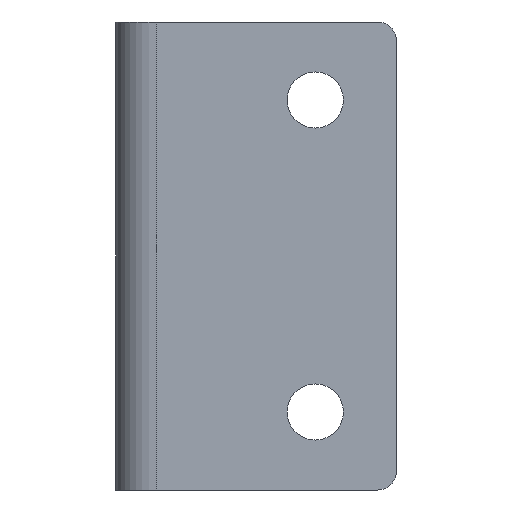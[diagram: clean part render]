
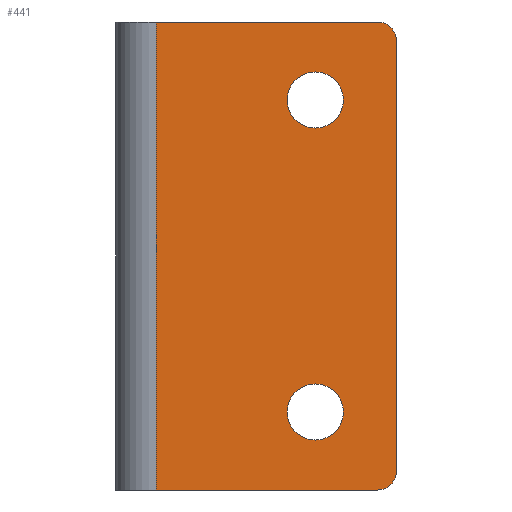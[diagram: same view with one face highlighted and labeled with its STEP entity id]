
A CAD part, front view. The second image highlights one B-rep face of the part: STEP entity #441.
In plain terms, the highlighted planar face has unit normal (0, -1, 0).
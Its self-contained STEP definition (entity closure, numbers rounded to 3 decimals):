
#24=FACE_BOUND('',#88,.T.);
#25=FACE_BOUND('',#89,.T.);
#34=PLANE('',#492);
#55=FACE_OUTER_BOUND('',#87,.T.);
#87=EDGE_LOOP('',(#376,#377,#378,#379,#380,#381));
#88=EDGE_LOOP('',(#382));
#89=EDGE_LOOP('',(#383));
#109=CIRCLE('',#472,3.);
#113=CIRCLE('',#481,3.);
#114=CIRCLE('',#483,4.5);
#115=CIRCLE('',#485,4.5);
#126=LINE('',#671,#156);
#131=LINE('',#691,#161);
#140=LINE('',#716,#170);
#145=LINE('',#738,#175);
#156=VECTOR('',#541,75.);
#161=VECTOR('',#560,35.5);
#170=VECTOR('',#585,35.5);
#175=VECTOR('',#618,69.);
#193=VERTEX_POINT('',#664);
#196=VERTEX_POINT('',#669);
#204=VERTEX_POINT('',#690);
#208=VERTEX_POINT('',#700);
#209=VERTEX_POINT('',#702);
#213=VERTEX_POINT('',#722);
#214=VERTEX_POINT('',#726);
#215=VERTEX_POINT('',#729);
#239=EDGE_CURVE('',#196,#193,#126,.T.);
#249=EDGE_CURVE('',#204,#193,#131,.T.);
#255=EDGE_CURVE('',#208,#209,#109,.T.);
#263=EDGE_CURVE('',#196,#209,#140,.T.);
#266=EDGE_CURVE('',#204,#213,#113,.T.);
#268=EDGE_CURVE('',#214,#214,#114,.T.);
#269=EDGE_CURVE('',#215,#215,#115,.T.);
#271=EDGE_CURVE('',#208,#213,#145,.T.);
#376=ORIENTED_EDGE('',*,*,#239,.F.);
#377=ORIENTED_EDGE('',*,*,#263,.T.);
#378=ORIENTED_EDGE('',*,*,#255,.F.);
#379=ORIENTED_EDGE('',*,*,#271,.T.);
#380=ORIENTED_EDGE('',*,*,#266,.F.);
#381=ORIENTED_EDGE('',*,*,#249,.T.);
#382=ORIENTED_EDGE('',*,*,#268,.T.);
#383=ORIENTED_EDGE('',*,*,#269,.T.);
#441=ADVANCED_FACE('',(#55,#24,#25),#34,.T.);
#472=AXIS2_PLACEMENT_3D('',#703,#569,#570);
#481=AXIS2_PLACEMENT_3D('',#723,#594,#595);
#483=AXIS2_PLACEMENT_3D('',#727,#599,#600);
#485=AXIS2_PLACEMENT_3D('',#730,#603,#604);
#492=AXIS2_PLACEMENT_3D('',#739,#619,#620);
#541=DIRECTION('',(0.,0.,1.));
#560=DIRECTION('',(-1.,0.,0.));
#569=DIRECTION('center_axis',(0.,1.,0.));
#570=DIRECTION('ref_axis',(0.707,0.,-0.707));
#585=DIRECTION('',(1.,0.,0.));
#594=DIRECTION('center_axis',(0.,1.,0.));
#595=DIRECTION('ref_axis',(0.707,0.,0.707));
#599=DIRECTION('center_axis',(0.,1.,0.));
#600=DIRECTION('ref_axis',(1.,0.,0.));
#603=DIRECTION('center_axis',(0.,1.,0.));
#604=DIRECTION('ref_axis',(1.,0.,0.));
#618=DIRECTION('',(0.,0.,1.));
#619=DIRECTION('center_axis',(0.,-1.,0.));
#620=DIRECTION('ref_axis',(0.,0.,-1.));
#664=CARTESIAN_POINT('',(6.5,0.,37.5));
#669=CARTESIAN_POINT('',(6.5,0.,-37.5));
#671=CARTESIAN_POINT('',(6.5,0.,0.));
#690=CARTESIAN_POINT('',(42.,0.,37.5));
#691=CARTESIAN_POINT('',(0.,0.,37.5));
#700=CARTESIAN_POINT('',(45.,0.,-34.5));
#702=CARTESIAN_POINT('',(42.,0.,-37.5));
#703=CARTESIAN_POINT('Origin',(42.,0.,-34.5));
#716=CARTESIAN_POINT('',(0.,0.,-37.5));
#722=CARTESIAN_POINT('',(45.,0.,34.5));
#723=CARTESIAN_POINT('Origin',(42.,0.,34.5));
#726=CARTESIAN_POINT('',(27.5,0.,25.));
#727=CARTESIAN_POINT('Origin',(32.,0.,25.));
#729=CARTESIAN_POINT('',(27.5,0.,-25.));
#730=CARTESIAN_POINT('Origin',(32.,0.,-25.));
#738=CARTESIAN_POINT('',(45.,0.,0.));
#739=CARTESIAN_POINT('Origin',(45.,0.,0.));
